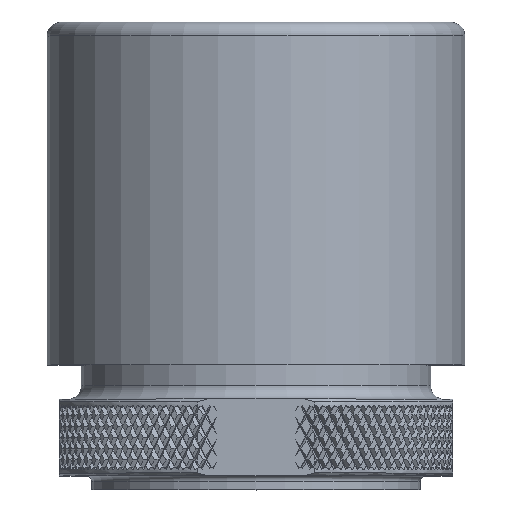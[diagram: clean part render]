
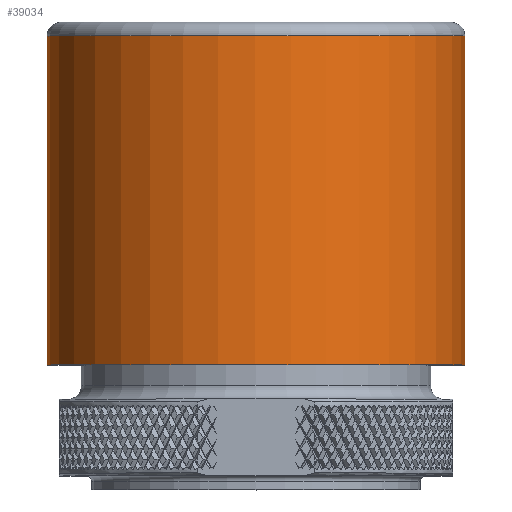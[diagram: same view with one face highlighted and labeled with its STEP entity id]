
A CAD part, top view. The second image highlights one B-rep face of the part: STEP entity #39034.
In plain terms, the highlighted cylindrical face has radius 19.367 mm (diameter 38.735 mm), a full revolution.
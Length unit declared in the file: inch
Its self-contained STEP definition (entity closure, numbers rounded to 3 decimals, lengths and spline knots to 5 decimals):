
#7181=CYLINDRICAL_SURFACE('',#40125,0.7625);
#7781=LINE('',#96313,#8354);
#8354=VECTOR('',#42832,0.7625);
#11276=FACE_OUTER_BOUND('',#13865,.T.);
#13865=EDGE_LOOP('',(#33882,#33883,#33884,#33885,#33886));
#13944=CIRCLE('',#40123,0.7625);
#13945=CIRCLE('',#40124,0.7625);
#13946=CIRCLE('',#40126,0.7625);
#17032=VERTEX_POINT('',#96306);
#17033=VERTEX_POINT('',#96308);
#17034=VERTEX_POINT('',#96312);
#22650=EDGE_CURVE('',#17032,#17033,#13944,.T.);
#22651=EDGE_CURVE('',#17033,#17032,#13945,.T.);
#22652=EDGE_CURVE('',#17033,#17034,#7781,.T.);
#22653=EDGE_CURVE('',#17034,#17034,#13946,.T.);
#33882=ORIENTED_EDGE('',*,*,#22651,.F.);
#33883=ORIENTED_EDGE('',*,*,#22652,.T.);
#33884=ORIENTED_EDGE('',*,*,#22653,.T.);
#33885=ORIENTED_EDGE('',*,*,#22652,.F.);
#33886=ORIENTED_EDGE('',*,*,#22650,.F.);
#39034=ADVANCED_FACE('',(#11276),#7181,.T.);
#40123=AXIS2_PLACEMENT_3D('',#96309,#42826,#42827);
#40124=AXIS2_PLACEMENT_3D('',#96310,#42828,#42829);
#40125=AXIS2_PLACEMENT_3D('',#96311,#42830,#42831);
#40126=AXIS2_PLACEMENT_3D('',#96314,#42833,#42834);
#42826=DIRECTION('center_axis',(0.,1.,0.));
#42827=DIRECTION('ref_axis',(-0.869,0.,0.495));
#42828=DIRECTION('center_axis',(0.,1.,0.));
#42829=DIRECTION('ref_axis',(-0.869,0.,0.495));
#42830=DIRECTION('center_axis',(0.,1.,0.));
#42831=DIRECTION('ref_axis',(0.869,0.,-0.495));
#42832=DIRECTION('',(0.,-1.,0.));
#42833=DIRECTION('center_axis',(0.,1.,0.));
#42834=DIRECTION('ref_axis',(0.869,0.,-0.495));
#96306=CARTESIAN_POINT('',(-0.37724,1.656,-0.66264));
#96308=CARTESIAN_POINT('',(-0.66264,1.656,0.37724));
#96309=CARTESIAN_POINT('Origin',(0.,1.656,0.));
#96310=CARTESIAN_POINT('Origin',(0.,1.656,0.));
#96311=CARTESIAN_POINT('Origin',(0.,1.0805,0.));
#96312=CARTESIAN_POINT('',(-0.66264,0.455,0.37724));
#96313=CARTESIAN_POINT('',(-0.66264,1.0805,0.37724));
#96314=CARTESIAN_POINT('Origin',(0.,0.455,
0.));
